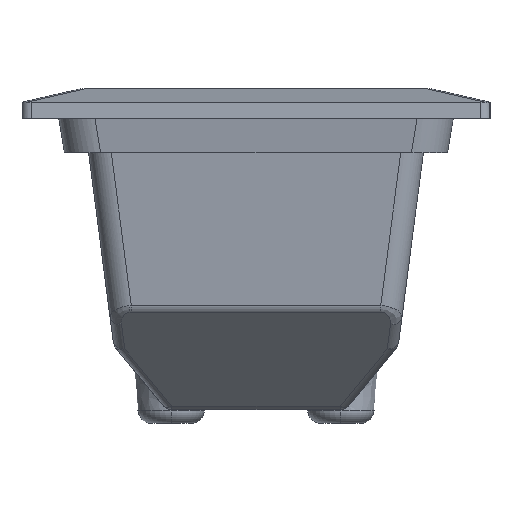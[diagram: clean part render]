
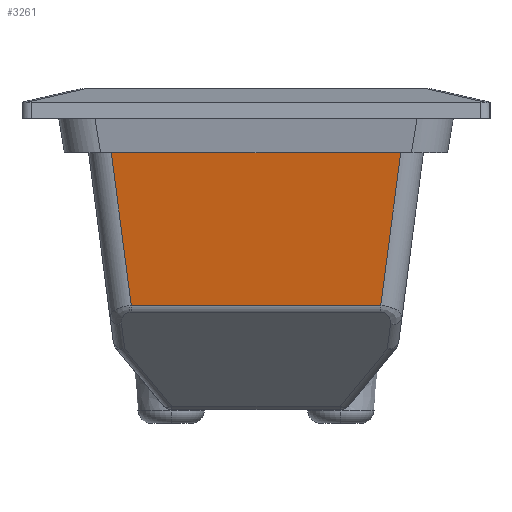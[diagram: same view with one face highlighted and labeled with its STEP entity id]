
A CAD part, left-side view. The second image highlights one B-rep face of the part: STEP entity #3261.
In plain terms, the highlighted planar face has unit normal (-0.992, 0, -0.13).
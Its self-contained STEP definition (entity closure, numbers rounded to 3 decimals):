
#5 = VECTOR ( 'NONE', #782, 1000. ) ;
#53 = VERTEX_POINT ( 'NONE', #2188 ) ;
#126 = LINE ( 'NONE', #1778, #1796 ) ;
#128 = EDGE_CURVE ( 'NONE', #1927, #2289, #126, .T. ) ;
#132 = CARTESIAN_POINT ( 'NONE',  ( -96.644, 27.186, -47.265 ) ) ;
#148 = EDGE_CURVE ( 'NONE', #2289, #2264, #2713, .T. ) ;
#373 = FACE_OUTER_BOUND ( 'NONE', #401, .T. ) ;
#401 = EDGE_LOOP ( 'NONE', ( #826, #2641, #930, #2733 ) ) ;
#473 = LINE ( 'NONE', #622, #3061 ) ;
#542 = VECTOR ( 'NONE', #931, 1000. ) ;
#622 = CARTESIAN_POINT ( 'NONE',  ( -101., 36.5, -14. ) ) ;
#782 = DIRECTION ( 'NONE',  ( -0.129, -0.129, 0.983 ) ) ;
#826 = ORIENTED_EDGE ( 'NONE', *, *, #2038, .T. ) ;
#930 = ORIENTED_EDGE ( 'NONE', *, *, #148, .T. ) ;
#931 = DIRECTION ( 'NONE',  ( 0.129, -0.129, -0.983 ) ) ;
#1239 = CARTESIAN_POINT ( 'NONE',  ( -101., -31.542, -14. ) ) ;
#1420 = LINE ( 'NONE', #2966, #542 ) ;
#1778 = CARTESIAN_POINT ( 'NONE',  ( -96.644, -27.073, -47.265 ) ) ;
#1796 = VECTOR ( 'NONE', #2135, 1000. ) ;
#1927 = VERTEX_POINT ( 'NONE', #132 ) ;
#2038 = EDGE_CURVE ( 'NONE', #53, #1927, #1420, .T. ) ;
#2092 = DIRECTION ( 'NONE',  ( -0.13, 0., 0.992 ) ) ;
#2135 = DIRECTION ( 'NONE',  ( 0., -1., 0. ) ) ;
#2188 = CARTESIAN_POINT ( 'NONE',  ( -101., 31.542, -14. ) ) ;
#2264 = VERTEX_POINT ( 'NONE', #1239 ) ;
#2289 = VERTEX_POINT ( 'NONE', #3657 ) ;
#2370 = EDGE_CURVE ( 'NONE', #2264, #53, #473, .T. ) ;
#2641 = ORIENTED_EDGE ( 'NONE', *, *, #128, .T. ) ;
#2713 = LINE ( 'NONE', #3822, #5 ) ;
#2733 = ORIENTED_EDGE ( 'NONE', *, *, #2370, .T. ) ;
#2966 = CARTESIAN_POINT ( 'NONE',  ( -96.613, 27.155, -47.5 ) ) ;
#2991 = DIRECTION ( 'NONE',  ( 0., 1., 0. ) ) ;
#3061 = VECTOR ( 'NONE', #2991, 1000. ) ;
#3188 = AXIS2_PLACEMENT_3D ( 'NONE', #3458, #4091, #2092 ) ;
#3261 = ADVANCED_FACE ( 'NONE', ( #373 ), #3779, .T. ) ;
#3458 = CARTESIAN_POINT ( 'NONE',  ( -101., 36.5, -14. ) ) ;
#3657 = CARTESIAN_POINT ( 'NONE',  ( -96.644, -27.186, -47.265 ) ) ;
#3779 = PLANE ( 'NONE',  #3188 ) ;
#3822 = CARTESIAN_POINT ( 'NONE',  ( -101.082, -31.625, -13.372 ) ) ;
#4091 = DIRECTION ( 'NONE',  ( -0.992, 0., -0.13 ) ) ;
